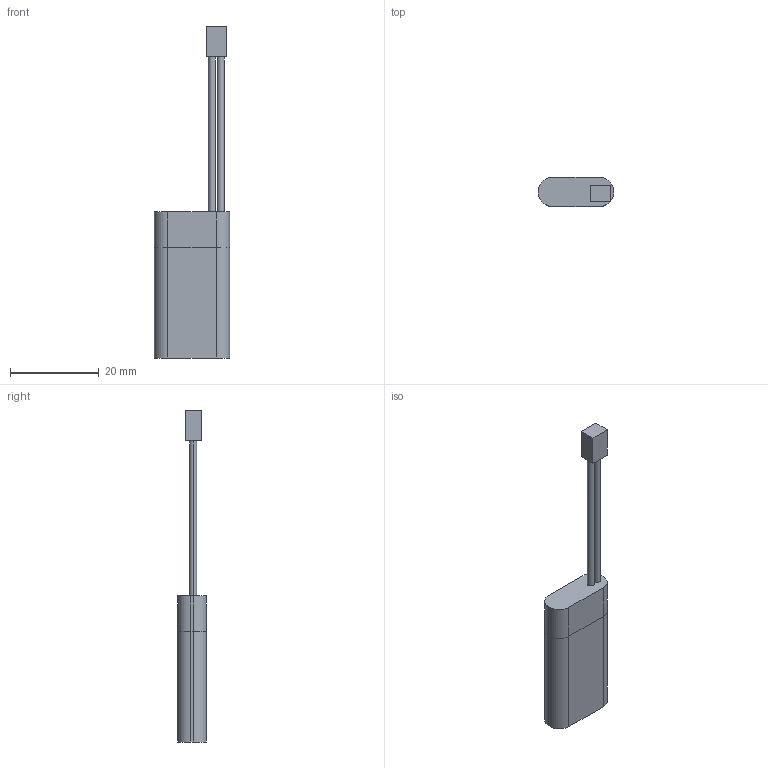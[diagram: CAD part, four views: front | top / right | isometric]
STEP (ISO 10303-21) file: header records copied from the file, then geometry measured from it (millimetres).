
FILE_DESCRIPTION (( 'STEP AP214' ), '1' );
FILE_NAME ('Battery 3.7V.STEP', '2021-06-04T10:47:39', ( '' ), ( '' ), 'SwSTEP 2.0', 'SolidWorks 2016', '' );
FILE_SCHEMA (( 'AUTOMOTIVE_DESIGN' ));
Length unit declared in the file: millimetre
Products named in the file (2): Battery 3.7V
Bounding box: 17 x 6.5 x 75 mm (x, y, z)
Volume: 3650.4 mm3; surface area: 2285.8 mm2
Topology: 2 solids, 2 shells, 30 faces, 72 edges, 48 vertices
Faces by surface type: plane 18, cylinder 12
Entity records: 1272 total; most frequent: DIRECTION 160, CARTESIAN_POINT 152, ORIENTED_EDGE 144, EDGE_CURVE 72, AXIS2_PLACEMENT_3D 56, VERTEX_POINT 48, VECTOR 48, LINE 48
